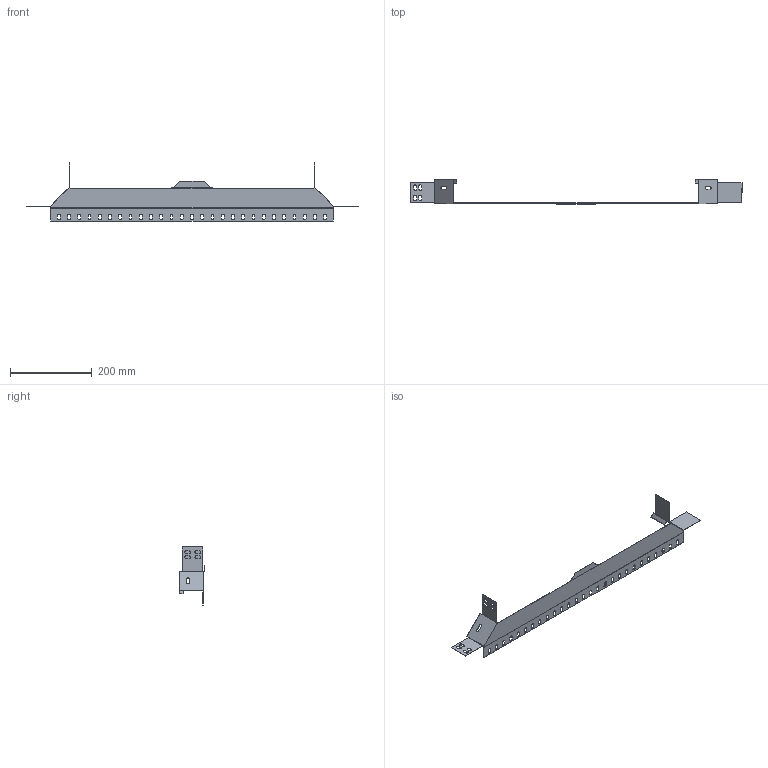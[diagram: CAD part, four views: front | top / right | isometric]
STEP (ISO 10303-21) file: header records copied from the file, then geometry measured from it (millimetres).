
FILE_DESCRIPTION (( 'STEP AP214' ), '1' );
FILE_NAME ('6040262.stp', '2018-10-02T13:47:24', ( '' ), ( '' ), 'SwSTEP 2.0', 'SolidWorks 2018', '' );
FILE_SCHEMA (( 'AUTOMOTIVE_DESIGN' ));
Length unit declared in the file: millimetre
Products named in the file (1): 6040262
Bounding box: 810.13 x 60.9 x 141.6 mm (x, y, z)
Volume: 51832.6 mm3; surface area: 150655.1 mm2
Topology: 1 solids, 1 shells, 299 faces, 859 edges, 562 vertices
Faces by surface type: plane 176, cylinder 119, bspline 4
Entity records: 10031 total; most frequent: CARTESIAN_POINT 1855, ORIENTED_EDGE 1718, DIRECTION 1665, EDGE_CURVE 859, VECTOR 597, LINE 597, VERTEX_POINT 562, AXIS2_PLACEMENT_3D 534
